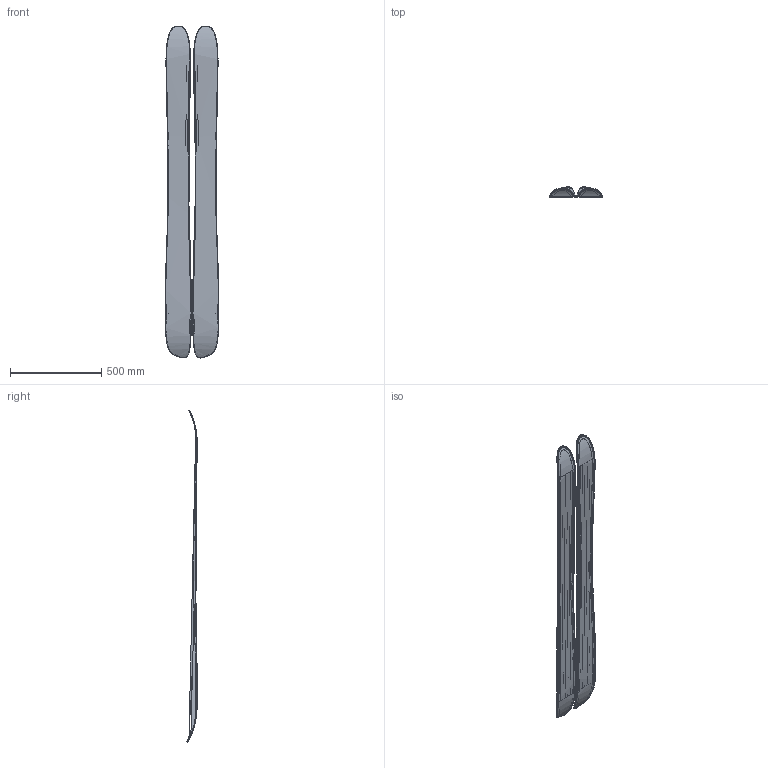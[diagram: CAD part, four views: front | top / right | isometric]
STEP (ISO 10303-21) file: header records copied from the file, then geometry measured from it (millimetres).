
FILE_DESCRIPTION (( 'STEP AP214' ), '1' );
FILE_NAME ('Skis.STEP', '2020-02-06T01:56:23', ( '' ), ( '' ), 'SwSTEP 2.0', 'SolidWorks 2019', '' );
FILE_SCHEMA (( 'AUTOMOTIVE_DESIGN' ));
Length unit declared in the file: millimetre
Products named in the file (1): Skis
Bounding box: 295.04 x 59.2 x 1816.25 mm (x, y, z)
Volume: 3420679.1 mm3; surface area: 3429053.9 mm2
Topology: 34 solids, 34 shells, 200 faces, 408 edges, 278 vertices
Faces by surface type: bspline 128, plane 72
Entity records: 29053 total; most frequent: CARTESIAN_POINT 23153, ORIENTED_EDGE 816, EDGE_CURVE 408, DIRECTION 354, VERTEX_POINT 278, UNCERTAINTY_MEASURE_WITH_UNIT 224, STYLED_ITEM 223, FILL_AREA_STYLE 223
